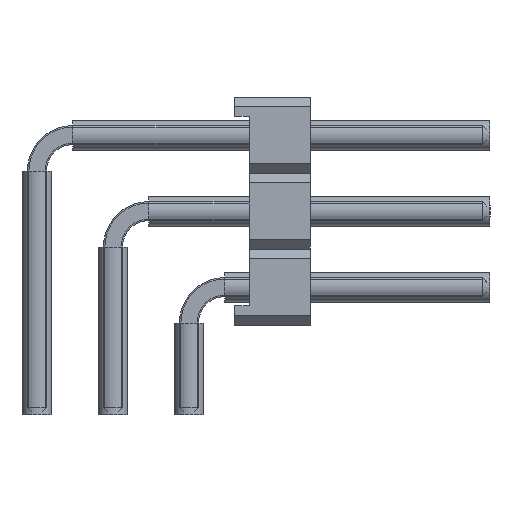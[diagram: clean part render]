
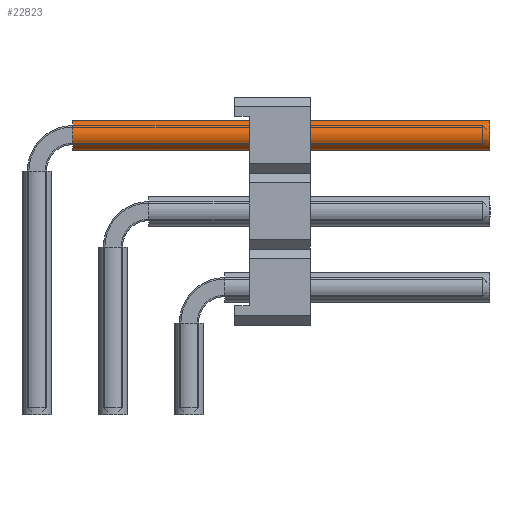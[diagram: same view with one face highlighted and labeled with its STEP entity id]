
A CAD part, left-side view. The second image highlights one B-rep face of the part: STEP entity #22823.
In plain terms, the highlighted cylindrical face has radius 0.5 mm (diameter 1 mm), a full revolution.
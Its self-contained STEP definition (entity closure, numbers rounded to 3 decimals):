
#12252=ORIENTED_EDGE('',*,*,#15592,.F.);
#12253=ORIENTED_EDGE('',*,*,#15593,.T.);
#15592=EDGE_CURVE('',#17792,#17792,#18676,.T.);
#15593=EDGE_CURVE('',#17793,#17793,#18677,.T.);
#17792=VERTEX_POINT('',#38011);
#17793=VERTEX_POINT('',#38013);
#18676=CIRCLE('',#24887,0.5);
#18677=CIRCLE('',#24888,0.5);
#19972=EDGE_LOOP('',(#12252));
#19973=EDGE_LOOP('',(#12253));
#21282=FACE_BOUND('',#19972,.T.);
#21283=FACE_BOUND('',#19973,.T.);
#21737=CYLINDRICAL_SURFACE('',#24886,0.5);
#22823=ADVANCED_FACE('',(#21282,#21283),#21737,.F.);
#24886=AXIS2_PLACEMENT_3D('',#38009,#31252,#31253);
#24887=AXIS2_PLACEMENT_3D('',#38010,#31254,#31255);
#24888=AXIS2_PLACEMENT_3D('',#38012,#31256,#31257);
#31252=DIRECTION('',(1.,0.,0.));
#31253=DIRECTION('',(0.,0.,-1.));
#31254=DIRECTION('',(-1.,0.,0.));
#31255=DIRECTION('',(0.,0.,1.));
#31256=DIRECTION('',(-1.,0.,0.));
#31257=DIRECTION('',(0.,0.,1.));
#38009=CARTESIAN_POINT('',(1.2,0.,9.35));
#38010=CARTESIAN_POINT('',(15.14,0.,9.35));
#38011=CARTESIAN_POINT('',(15.14,0.,9.85));
#38012=CARTESIAN_POINT('',(1.2,0.,9.35));
#38013=CARTESIAN_POINT('',(1.2,0.,9.85));
